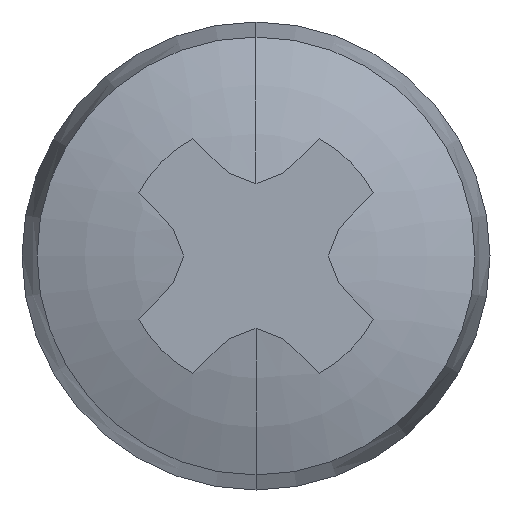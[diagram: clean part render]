
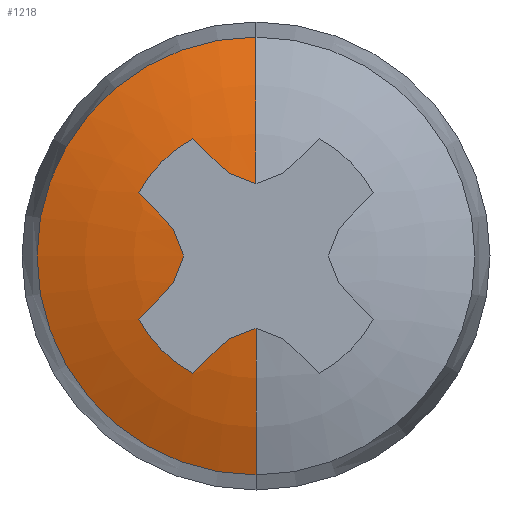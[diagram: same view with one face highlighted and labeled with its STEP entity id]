
A CAD part, left-side view. The second image highlights one B-rep face of the part: STEP entity #1218.
In plain terms, the highlighted toroidal (fillet/blend) face has major radius 0.005 mm and minor radius 7.982 mm.
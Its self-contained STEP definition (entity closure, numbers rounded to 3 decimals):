
#10 = CARTESIAN_POINT ( 'NONE',  ( -1.976, 0.552, 1.314 ) ) ;
#14 = EDGE_LOOP ( 'NONE', ( #375, #897, #122, #840, #344, #85, #811, #569, #320, #1025, #779, #26, #747 ) ) ;
#21 = CARTESIAN_POINT ( 'NONE',  ( -2.037, 1.006, 0. ) ) ;
#26 = ORIENTED_EDGE ( 'NONE', *, *, #514, .T. ) ;
#31 = TOROIDAL_SURFACE ( 'NONE', #294, 0.005, 7.982 ) ;
#42 = CIRCLE ( 'NONE', #281, 1.85 ) ;
#46 = CARTESIAN_POINT ( 'NONE',  ( -1.935, 1.472, 0.715 ) ) ;
#48 = VERTEX_POINT ( 'NONE', #810 ) ;
#63 = CARTESIAN_POINT ( 'NONE',  ( -2.007, 0.387, -1.154 ) ) ;
#76 = CARTESIAN_POINT ( 'NONE',  ( -1.976, 1.314, -0.552 ) ) ;
#79 = CARTESIAN_POINT ( 'NONE',  ( -1.884, 0.878, 1.628 ) ) ;
#85 = ORIENTED_EDGE ( 'NONE', *, *, #552, .T. ) ;
#86 = FACE_OUTER_BOUND ( 'NONE', #14, .T. ) ;
#122 = ORIENTED_EDGE ( 'NONE', *, *, #786, .F. ) ;
#131 = EDGE_CURVE ( 'NONE', #48, #1152, #905, .T. ) ;
#144 = AXIS2_PLACEMENT_3D ( 'NONE', #484, #1040, #397 ) ;
#145 = CARTESIAN_POINT ( 'NONE',  ( -1.5, 0., -3.041 ) ) ;
#161 = DIRECTION ( 'NONE',  ( 1., 0., 0. ) ) ;
#168 = CARTESIAN_POINT ( 'NONE',  ( -1.976, 0.552, -1.314 ) ) ;
#209 = CARTESIAN_POINT ( 'NONE',  ( -1.5, 0., 0. ) ) ;
#229 = VERTEX_POINT ( 'NONE', #63 ) ;
#246 = CARTESIAN_POINT ( 'NONE',  ( -1.884, 0.878, 1.628 ) ) ;
#250 = CARTESIAN_POINT ( 'NONE',  ( -2.021, 0.258, 1.105 ) ) ;
#259 = B_SPLINE_CURVE_WITH_KNOTS ( 'NONE', 3,
 ( #825, #168, #1100, #550 ),
 .UNSPECIFIED., .F., .F.,
 ( 4, 4 ),
 ( 0., 0.001 ),
 .UNSPECIFIED. ) ;
#262 = CARTESIAN_POINT ( 'NONE',  ( -2.037, 0., 1.006 ) ) ;
#281 = AXIS2_PLACEMENT_3D ( 'NONE', #715, #161, #1186 ) ;
#286 = VERTEX_POINT ( 'NONE', #246 ) ;
#294 = AXIS2_PLACEMENT_3D ( 'NONE', #884, #696, #891 ) ;
#299 = VERTEX_POINT ( 'NONE', #711 ) ;
#318 = CARTESIAN_POINT ( 'NONE',  ( -2.037, 1.006, 0. ) ) ;
#319 = B_SPLINE_CURVE_WITH_KNOTS ( 'NONE', 3,
 ( #318, #517, #597, #607 ),
 .UNSPECIFIED., .F., .F.,
 ( 4, 4 ),
 ( 0., 0. ),
 .UNSPECIFIED. ) ;
#320 = ORIENTED_EDGE ( 'NONE', *, *, #131, .T. ) ;
#332 = EDGE_CURVE ( 'NONE', #792, #742, #1037, .T. ) ;
#334 = CARTESIAN_POINT ( 'NONE',  ( -2.037, 0., -1.006 ) ) ;
#335 = VERTEX_POINT ( 'NONE', #145 ) ;
#344 = ORIENTED_EDGE ( 'NONE', *, *, #541, .T. ) ;
#353 = CARTESIAN_POINT ( 'NONE',  ( -2.021, 0.258, -1.105 ) ) ;
#355 = VERTEX_POINT ( 'NONE', #976 ) ;
#363 = CARTESIAN_POINT ( 'NONE',  ( -2.037, 0., -1.006 ) ) ;
#375 = ORIENTED_EDGE ( 'NONE', *, *, #591, .T. ) ;
#389 = EDGE_CURVE ( 'NONE', #1215, #920, #1102, .T. ) ;
#390 = DIRECTION ( 'NONE',  ( 0., 1., 0. ) ) ;
#397 = DIRECTION ( 'NONE',  ( 0., 0., -1. ) ) ;
#451 = CARTESIAN_POINT ( 'NONE',  ( -2.031, 0.129, -1.055 ) ) ;
#458 = CARTESIAN_POINT ( 'NONE',  ( -1.884, 1.628, -0.878 ) ) ;
#471 = CARTESIAN_POINT ( 'NONE',  ( -2.007, 1.154, -0.387 ) ) ;
#478 = B_SPLINE_CURVE_WITH_KNOTS ( 'NONE', 3,
 ( #986, #250, #543, #262 ),
 .UNSPECIFIED., .F., .F.,
 ( 4, 4 ),
 ( 0., 0. ),
 .UNSPECIFIED. ) ;
#479 = CARTESIAN_POINT ( 'NONE',  ( 5.882, 0., 0.005 ) ) ;
#484 = CARTESIAN_POINT ( 'NONE',  ( 5.882, 0., -0.005 ) ) ;
#487 = EDGE_CURVE ( 'NONE', #1179, #335, #555, .T. ) ;
#512 = DIRECTION ( 'NONE',  ( 0., 0., -1. ) ) ;
#514 = EDGE_CURVE ( 'NONE', #742, #286, #42, .T. ) ;
#517 = CARTESIAN_POINT ( 'NONE',  ( -2.031, 1.055, 0.129 ) ) ;
#541 = EDGE_CURVE ( 'NONE', #1179, #229, #690, .T. ) ;
#543 = CARTESIAN_POINT ( 'NONE',  ( -2.031, 0.129, 1.055 ) ) ;
#550 = CARTESIAN_POINT ( 'NONE',  ( -1.884, 0.878, -1.628 ) ) ;
#552 = EDGE_CURVE ( 'NONE', #229, #1215, #259, .T. ) ;
#555 = CIRCLE ( 'NONE', #144, 7.982 ) ;
#562 = CARTESIAN_POINT ( 'NONE',  ( -2.021, 1.105, -0.258 ) ) ;
#569 = ORIENTED_EDGE ( 'NONE', *, *, #882, .T. ) ;
#577 = B_SPLINE_CURVE_WITH_KNOTS ( 'NONE', 3,
 ( #733, #867, #76, #858 ),
 .UNSPECIFIED., .F., .F.,
 ( 4, 4 ),
 ( 0., 0.001 ),
 .UNSPECIFIED. ) ;
#578 = DIRECTION ( 'NONE',  ( 0., 0., -1. ) ) ;
#588 = CARTESIAN_POINT ( 'NONE',  ( -1.884, 1.628, 0.878 ) ) ;
#591 = EDGE_CURVE ( 'NONE', #299, #665, #478, .T. ) ;
#597 = CARTESIAN_POINT ( 'NONE',  ( -2.021, 1.105, 0.258 ) ) ;
#606 = CARTESIAN_POINT ( 'NONE',  ( -1.884, 0., 0. ) ) ;
#607 = CARTESIAN_POINT ( 'NONE',  ( -2.007, 1.154, 0.387 ) ) ;
#617 = CARTESIAN_POINT ( 'NONE',  ( -2.007, 1.154, 0.387 ) ) ;
#635 = EDGE_CURVE ( 'NONE', #665, #355, #706, .T. ) ;
#657 = CARTESIAN_POINT ( 'NONE',  ( -1.935, 0.715, 1.472 ) ) ;
#662 = CARTESIAN_POINT ( 'NONE',  ( -2.037, 1.006, 0. ) ) ;
#665 = VERTEX_POINT ( 'NONE', #1113 ) ;
#690 = B_SPLINE_CURVE_WITH_KNOTS ( 'NONE', 3,
 ( #363, #451, #353, #916 ),
 .UNSPECIFIED., .F., .F.,
 ( 4, 4 ),
 ( 0., 0. ),
 .UNSPECIFIED. ) ;
#696 = DIRECTION ( 'NONE',  ( 1., 0., 0. ) ) ;
#706 = CIRCLE ( 'NONE', #899, 7.982 ) ;
#708 = EDGE_CURVE ( 'NONE', #286, #299, #1129, .T. ) ;
#709 = CARTESIAN_POINT ( 'NONE',  ( -1.976, 1.314, 0.552 ) ) ;
#711 = CARTESIAN_POINT ( 'NONE',  ( -2.007, 0.387, 1.154 ) ) ;
#715 = CARTESIAN_POINT ( 'NONE',  ( -1.884, 0., 0. ) ) ;
#727 = CARTESIAN_POINT ( 'NONE',  ( -2.031, 1.055, -0.129 ) ) ;
#733 = CARTESIAN_POINT ( 'NONE',  ( -1.884, 1.628, -0.878 ) ) ;
#742 = VERTEX_POINT ( 'NONE', #588 ) ;
#747 = ORIENTED_EDGE ( 'NONE', *, *, #708, .T. ) ;
#779 = ORIENTED_EDGE ( 'NONE', *, *, #332, .T. ) ;
#786 = EDGE_CURVE ( 'NONE', #335, #355, #1086, .T. ) ;
#790 = CARTESIAN_POINT ( 'NONE',  ( -1.884, 0.878, -1.628 ) ) ;
#792 = VERTEX_POINT ( 'NONE', #1023 ) ;
#810 = CARTESIAN_POINT ( 'NONE',  ( -2.007, 1.154, -0.387 ) ) ;
#811 = ORIENTED_EDGE ( 'NONE', *, *, #389, .T. ) ;
#825 = CARTESIAN_POINT ( 'NONE',  ( -2.007, 0.387, -1.154 ) ) ;
#840 = ORIENTED_EDGE ( 'NONE', *, *, #487, .F. ) ;
#858 = CARTESIAN_POINT ( 'NONE',  ( -2.007, 1.154, -0.387 ) ) ;
#867 = CARTESIAN_POINT ( 'NONE',  ( -1.935, 1.472, -0.715 ) ) ;
#882 = EDGE_CURVE ( 'NONE', #920, #48, #577, .T. ) ;
#884 = CARTESIAN_POINT ( 'NONE',  ( 5.882, 0., 0. ) ) ;
#891 = DIRECTION ( 'NONE',  ( 0., 0., -1. ) ) ;
#897 = ORIENTED_EDGE ( 'NONE', *, *, #635, .T. ) ;
#899 = AXIS2_PLACEMENT_3D ( 'NONE', #479, #390, #936 ) ;
#905 = B_SPLINE_CURVE_WITH_KNOTS ( 'NONE', 3,
 ( #471, #562, #727, #662 ),
 .UNSPECIFIED., .F., .F.,
 ( 4, 4 ),
 ( 0., 0. ),
 .UNSPECIFIED. ) ;
#916 = CARTESIAN_POINT ( 'NONE',  ( -2.007, 0.387, -1.154 ) ) ;
#920 = VERTEX_POINT ( 'NONE', #458 ) ;
#936 = DIRECTION ( 'NONE',  ( 0., 0., 1. ) ) ;
#953 = DIRECTION ( 'NONE',  ( 1., 0., 0. ) ) ;
#976 = CARTESIAN_POINT ( 'NONE',  ( -1.5, 0., 3.041 ) ) ;
#986 = CARTESIAN_POINT ( 'NONE',  ( -2.007, 0.387, 1.154 ) ) ;
#1009 = CARTESIAN_POINT ( 'NONE',  ( -2.007, 0.387, 1.154 ) ) ;
#1023 = CARTESIAN_POINT ( 'NONE',  ( -2.007, 1.154, 0.387 ) ) ;
#1025 = ORIENTED_EDGE ( 'NONE', *, *, #1136, .T. ) ;
#1037 = B_SPLINE_CURVE_WITH_KNOTS ( 'NONE', 3,
 ( #617, #709, #46, #1172 ),
 .UNSPECIFIED., .F., .F.,
 ( 4, 4 ),
 ( 0., 0.001 ),
 .UNSPECIFIED. ) ;
#1040 = DIRECTION ( 'NONE',  ( 0., -1., 0. ) ) ;
#1086 = CIRCLE ( 'NONE', #1213, 3.041 ) ;
#1100 = CARTESIAN_POINT ( 'NONE',  ( -1.935, 0.715, -1.472 ) ) ;
#1102 = CIRCLE ( 'NONE', #1170, 1.85 ) ;
#1113 = CARTESIAN_POINT ( 'NONE',  ( -2.037, 0., 1.006 ) ) ;
#1129 = B_SPLINE_CURVE_WITH_KNOTS ( 'NONE', 3,
 ( #79, #657, #10, #1009 ),
 .UNSPECIFIED., .F., .F.,
 ( 4, 4 ),
 ( 0., 0.001 ),
 .UNSPECIFIED. ) ;
#1136 = EDGE_CURVE ( 'NONE', #1152, #792, #319, .T. ) ;
#1152 = VERTEX_POINT ( 'NONE', #21 ) ;
#1161 = DIRECTION ( 'NONE',  ( 1., 0., 0. ) ) ;
#1170 = AXIS2_PLACEMENT_3D ( 'NONE', #606, #1161, #512 ) ;
#1172 = CARTESIAN_POINT ( 'NONE',  ( -1.884, 1.628, 0.878 ) ) ;
#1179 = VERTEX_POINT ( 'NONE', #334 ) ;
#1186 = DIRECTION ( 'NONE',  ( 0., 0., -1. ) ) ;
#1213 = AXIS2_PLACEMENT_3D ( 'NONE', #209, #953, #578 ) ;
#1215 = VERTEX_POINT ( 'NONE', #790 ) ;
#1218 = ADVANCED_FACE ( 'NONE', ( #86 ), #31, .T. ) ;
